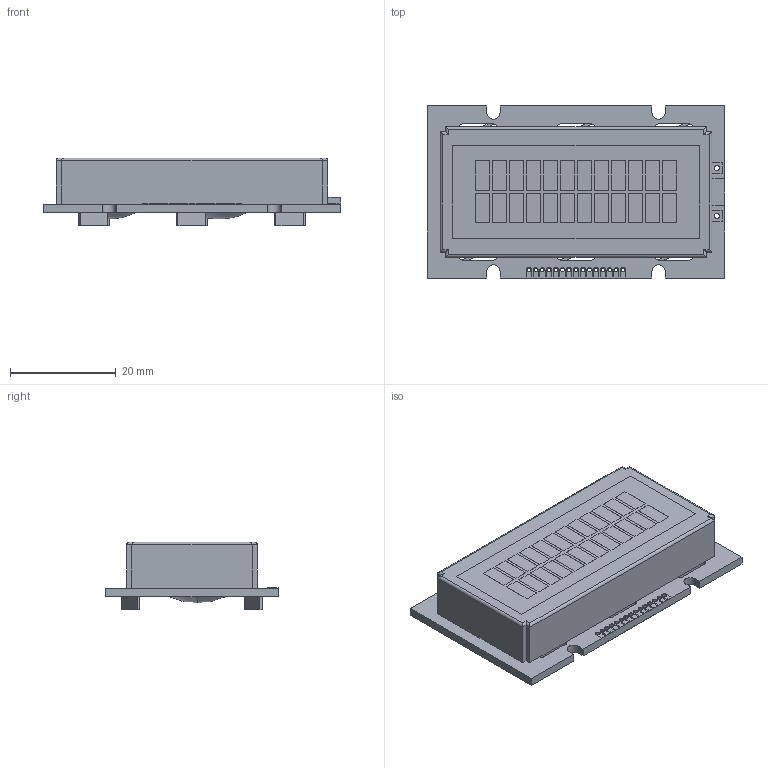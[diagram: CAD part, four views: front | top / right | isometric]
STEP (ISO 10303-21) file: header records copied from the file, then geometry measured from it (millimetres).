
FILE_DESCRIPTION((''),'2;1');
FILE_NAME('DS_POWERTIP_PC1202LRS-AWA-B.stp','2011-05-30T14:43:38',(''),(''),'Mechanical Desktop 2011','Mechanical Desktop 2011',', , ');
FILE_SCHEMA(('AUTOMOTIVE_DESIGN { 1 2 10303 214 1 1 1 1 }'));
Length unit declared in the file: millimetre
Products named in the file (1): Product
Bounding box: 56.2 x 32.5 x 12.8 mm (x, y, z)
Volume: 11039.2 mm3; surface area: 11156.5 mm2
Topology: 70 solids, 70 shells, 700 faces, 1604 edges, 1064 vertices
Faces by surface type: plane 498, cylinder 160, bspline 38, sphere 4
Entity records: 19821 total; most frequent: CARTESIAN_POINT 3479, DIRECTION 3244, ORIENTED_EDGE 3200, EDGE_CURVE 1600, VECTOR 1282, LINE 1282, VERTEX_POINT 1064, AXIS2_PLACEMENT_3D 981
